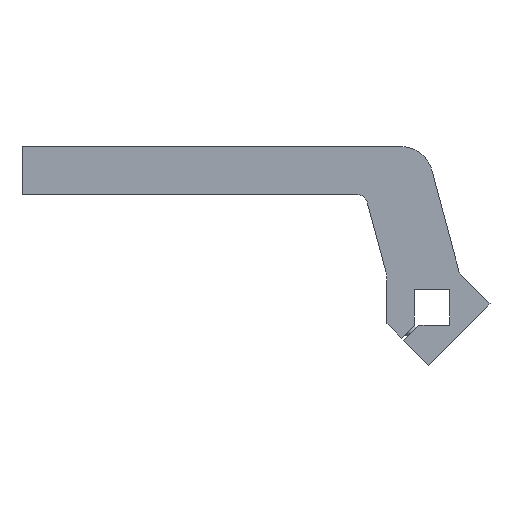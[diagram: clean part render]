
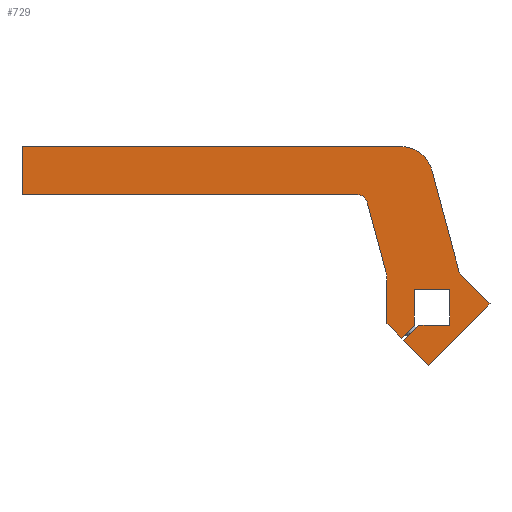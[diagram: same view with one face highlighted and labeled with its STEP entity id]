
A CAD part, left-side view. The second image highlights one B-rep face of the part: STEP entity #729.
In plain terms, the highlighted planar face has unit normal (-1, 0, 0).
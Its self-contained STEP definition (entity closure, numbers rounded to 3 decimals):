
#47=PLANE('',#806);
#69=FACE_OUTER_BOUND('',#118,.T.);
#118=EDGE_LOOP('',(#544,#545,#546,#547,#548,#549,#550,#551,#552,#553,#554,
#555,#556,#557,#558,#559,#560,#561,#562,#563));
#163=LINE('',#1073,#229);
#168=LINE('',#1088,#234);
#174=LINE('',#1129,#240);
#178=LINE('',#1141,#244);
#179=LINE('',#1144,#245);
#180=LINE('',#1145,#246);
#181=LINE('',#1147,#247);
#182=LINE('',#1149,#248);
#183=LINE('',#1151,#249);
#184=LINE('',#1153,#250);
#185=LINE('',#1155,#251);
#186=LINE('',#1157,#252);
#187=LINE('',#1159,#253);
#188=LINE('',#1161,#254);
#189=LINE('',#1163,#255);
#190=LINE('',#1164,#256);
#229=VECTOR('',#861,10.);
#234=VECTOR('',#874,10.);
#240=VECTOR('',#914,10.);
#244=VECTOR('',#926,10.);
#245=VECTOR('',#929,10.);
#246=VECTOR('',#930,10.);
#247=VECTOR('',#931,10.);
#248=VECTOR('',#932,10.);
#249=VECTOR('',#933,10.);
#250=VECTOR('',#934,10.);
#251=VECTOR('',#935,10.);
#252=VECTOR('',#936,10.);
#253=VECTOR('',#937,10.);
#254=VECTOR('',#938,10.);
#255=VECTOR('',#939,10.);
#256=VECTOR('',#940,10.);
#293=CIRCLE('',#778,6.);
#295=CIRCLE('',#782,6.);
#310=CIRCLE('',#799,20.);
#312=CIRCLE('',#803,20.);
#329=VERTEX_POINT('',#1063);
#330=VERTEX_POINT('',#1064);
#333=VERTEX_POINT('',#1072);
#335=VERTEX_POINT('',#1078);
#336=VERTEX_POINT('',#1079);
#339=VERTEX_POINT('',#1087);
#354=VERTEX_POINT('',#1119);
#355=VERTEX_POINT('',#1120);
#358=VERTEX_POINT('',#1131);
#359=VERTEX_POINT('',#1132);
#362=VERTEX_POINT('',#1143);
#363=VERTEX_POINT('',#1146);
#364=VERTEX_POINT('',#1148);
#365=VERTEX_POINT('',#1150);
#366=VERTEX_POINT('',#1152);
#367=VERTEX_POINT('',#1154);
#368=VERTEX_POINT('',#1156);
#369=VERTEX_POINT('',#1158);
#370=VERTEX_POINT('',#1160);
#371=VERTEX_POINT('',#1162);
#397=EDGE_CURVE('',#329,#330,#293,.T.);
#401=EDGE_CURVE('',#333,#330,#163,.T.);
#404=EDGE_CURVE('',#335,#336,#295,.T.);
#408=EDGE_CURVE('',#339,#336,#168,.T.);
#424=EDGE_CURVE('',#354,#355,#310,.T.);
#429=EDGE_CURVE('',#335,#355,#174,.T.);
#430=EDGE_CURVE('',#358,#359,#312,.T.);
#435=EDGE_CURVE('',#329,#359,#178,.T.);
#436=EDGE_CURVE('',#358,#362,#179,.T.);
#437=EDGE_CURVE('',#362,#339,#180,.T.);
#438=EDGE_CURVE('',#354,#363,#181,.T.);
#439=EDGE_CURVE('',#363,#364,#182,.T.);
#440=EDGE_CURVE('',#364,#365,#183,.T.);
#441=EDGE_CURVE('',#365,#366,#184,.T.);
#442=EDGE_CURVE('',#366,#367,#185,.T.);
#443=EDGE_CURVE('',#367,#368,#186,.T.);
#444=EDGE_CURVE('',#368,#369,#187,.T.);
#445=EDGE_CURVE('',#369,#370,#188,.T.);
#446=EDGE_CURVE('',#370,#371,#189,.T.);
#447=EDGE_CURVE('',#371,#333,#190,.T.);
#544=ORIENTED_EDGE('',*,*,#430,.F.);
#545=ORIENTED_EDGE('',*,*,#436,.T.);
#546=ORIENTED_EDGE('',*,*,#437,.T.);
#547=ORIENTED_EDGE('',*,*,#408,.T.);
#548=ORIENTED_EDGE('',*,*,#404,.F.);
#549=ORIENTED_EDGE('',*,*,#429,.T.);
#550=ORIENTED_EDGE('',*,*,#424,.F.);
#551=ORIENTED_EDGE('',*,*,#438,.T.);
#552=ORIENTED_EDGE('',*,*,#439,.T.);
#553=ORIENTED_EDGE('',*,*,#440,.T.);
#554=ORIENTED_EDGE('',*,*,#441,.T.);
#555=ORIENTED_EDGE('',*,*,#442,.T.);
#556=ORIENTED_EDGE('',*,*,#443,.T.);
#557=ORIENTED_EDGE('',*,*,#444,.T.);
#558=ORIENTED_EDGE('',*,*,#445,.T.);
#559=ORIENTED_EDGE('',*,*,#446,.T.);
#560=ORIENTED_EDGE('',*,*,#447,.T.);
#561=ORIENTED_EDGE('',*,*,#401,.T.);
#562=ORIENTED_EDGE('',*,*,#397,.F.);
#563=ORIENTED_EDGE('',*,*,#435,.T.);
#729=ADVANCED_FACE('',(#69),#47,.T.);
#778=AXIS2_PLACEMENT_3D('',#1065,#853,#854);
#782=AXIS2_PLACEMENT_3D('',#1080,#866,#867);
#799=AXIS2_PLACEMENT_3D('',#1121,#905,#906);
#803=AXIS2_PLACEMENT_3D('',#1133,#917,#918);
#806=AXIS2_PLACEMENT_3D('',#1142,#927,#928);
#853=DIRECTION('center_axis',(-1.,0.,0.));
#854=DIRECTION('ref_axis',(0.,0.866,-0.5));
#861=DIRECTION('',(0.,0.707,0.707));
#866=DIRECTION('center_axis',(-1.,0.,0.));
#867=DIRECTION('ref_axis',(0.,-0.609,0.793));
#874=DIRECTION('',(0.,-1.,0.));
#905=DIRECTION('center_axis',(-1.,0.,0.));
#906=DIRECTION('ref_axis',(0.,-0.991,0.131));
#914=DIRECTION('',(0.,-0.259,-0.966));
#917=DIRECTION('center_axis',(1.,0.,0.));
#918=DIRECTION('ref_axis',(0.,-0.609,0.793));
#926=DIRECTION('',(0.,0.259,0.966));
#927=DIRECTION('center_axis',(-1.,0.,0.));
#928=DIRECTION('ref_axis',(0.,0.,1.));
#929=DIRECTION('',(0.,1.,0.));
#930=DIRECTION('',(0.,0.,-1.));
#931=DIRECTION('',(0.,0.,-1.));
#932=DIRECTION('',(0.,-0.707,-0.707));
#933=DIRECTION('',(0.,-0.707,0.707));
#934=DIRECTION('',(0.,0.,1.));
#935=DIRECTION('',(0.,-1.,0.));
#936=DIRECTION('',(0.,0.,-1.));
#937=DIRECTION('',(0.,1.,0.));
#938=DIRECTION('',(0.,0.707,-0.707));
#939=DIRECTION('',(0.,-0.707,-0.707));
#940=DIRECTION('',(0.,-0.707,0.707));
#1063=CARTESIAN_POINT('',(-12.5,-16.72,22.6));
#1064=CARTESIAN_POINT('',(-12.5,-18.273,19.91));
#1065=CARTESIAN_POINT('Origin',(-12.5,-22.516,24.153));
#1072=CARTESIAN_POINT('',(-12.5,-36.062,2.121));
#1073=CARTESIAN_POINT('',(-12.5,-19.092,19.092));
#1078=CARTESIAN_POINT('',(-12.5,40.341,65.553));
#1079=CARTESIAN_POINT('',(-12.5,46.136,70.));
#1080=CARTESIAN_POINT('Origin',(-12.5,46.136,64.));
#1087=CARTESIAN_POINT('',(-12.5,255.,70.));
#1088=CARTESIAN_POINT('',(-12.5,41.533,70.));
#1119=CARTESIAN_POINT('',(-12.5,28.,16.863));
#1120=CARTESIAN_POINT('',(-12.5,28.681,22.039));
#1121=CARTESIAN_POINT('Origin',(-12.5,48.,16.863));
#1129=CARTESIAN_POINT('',(-12.5,28.,19.496));
#1131=CARTESIAN_POINT('',(-12.5,19.365,100.));
#1132=CARTESIAN_POINT('',(-12.5,0.047,85.176));
#1133=CARTESIAN_POINT('Origin',(-12.5,19.365,80.));
#1141=CARTESIAN_POINT('',(-12.5,4.019,100.));
#1142=CARTESIAN_POINT('Origin',(-12.5,100.494,67.705));
#1143=CARTESIAN_POINT('',(-12.5,255.,100.));
#1144=CARTESIAN_POINT('',(-12.5,255.,100.));
#1145=CARTESIAN_POINT('',(-12.5,255.,70.));
#1146=CARTESIAN_POINT('',(-12.5,28.,-10.184));
#1147=CARTESIAN_POINT('',(-12.5,28.,-10.184));
#1148=CARTESIAN_POINT('',(-12.5,19.092,-19.092));
#1149=CARTESIAN_POINT('',(-12.5,19.092,-19.092));
#1150=CARTESIAN_POINT('',(-12.5,11.,-11.));
#1151=CARTESIAN_POINT('',(-12.5,25.875,-25.875));
#1152=CARTESIAN_POINT('',(-12.5,11.,11.));
#1153=CARTESIAN_POINT('',(-12.5,11.,11.));
#1154=CARTESIAN_POINT('',(-12.5,-11.,11.));
#1155=CARTESIAN_POINT('',(-12.5,-11.,11.));
#1156=CARTESIAN_POINT('',(-12.5,-11.,-11.));
#1157=CARTESIAN_POINT('',(-12.5,-11.,39.352));
#1158=CARTESIAN_POINT('',(-12.5,8.172,-11.));
#1159=CARTESIAN_POINT('',(-12.5,44.747,-11.));
#1160=CARTESIAN_POINT('',(-12.5,17.678,-20.506));
#1161=CARTESIAN_POINT('',(-12.5,11.576,-14.404));
#1162=CARTESIAN_POINT('',(-12.5,2.121,-36.062));
#1163=CARTESIAN_POINT('',(-12.5,19.092,-19.092));
#1164=CARTESIAN_POINT('',(-12.5,-36.062,2.121));
